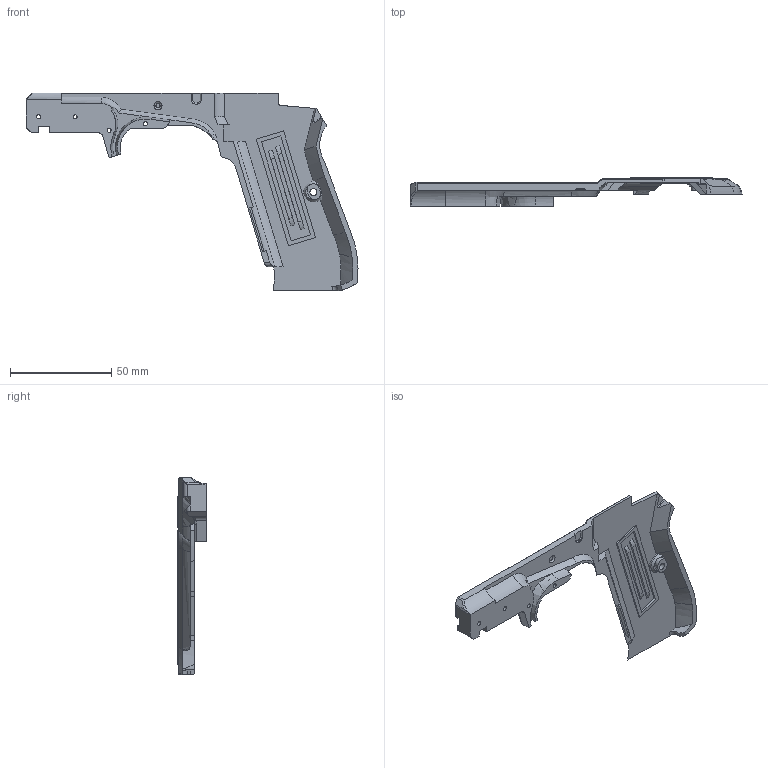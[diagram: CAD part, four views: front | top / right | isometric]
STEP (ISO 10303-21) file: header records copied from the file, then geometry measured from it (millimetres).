
FILE_DESCRIPTION(/* description */ ('baseBody_CZ82'),/* implementation_level */ '2;1');
FILE_NAME(/* name */ 'CZ82_standardGripRight_NATO_slim',/* time_stamp */ '2023-09-18T17:26:05-04:00',/* author */ ('George'),/* organization */ ('Archive 663'),/* preprocessor_version */ 'ST-DEVELOPER v16.7',/* originating_system */ 'Solid Edge',/* authorisation */ 'Unknown');
FILE_SCHEMA (('TECHNICAL_DATA_PACKAGING','AUTOMOTIVE_DESIGN {1 0 10303 214 3 1 1}'));
Length unit declared in the file: millimetre
Products named in the file (1): CZ82_standardGripRight_NATO_slim
Bounding box: 164.02 x 14.2 x 97.75 mm (x, y, z)
Volume: 20504.8 mm3; surface area: 17245.6 mm2
Topology: 1 solids, 1 shells, 1719 faces, 4055 edges, 2486 vertices
Faces by surface type: plane 1498, cylinder 121, bspline 47, torus 35, sphere 12, cone 6
Full cylindrical faces by diameter (mm): 2 x4, 3.5 x1, 8.5 x1, 15.531 x1
Entity records: 49642 total; most frequent: CARTESIAN_POINT 10897, ORIENTED_EDGE 8014, DIRECTION 7490, EDGE_CURVE 4007, LINE 3532, VECTOR 3532, VERTEX_POINT 2466, AXIS2_PLACEMENT_3D 1979
